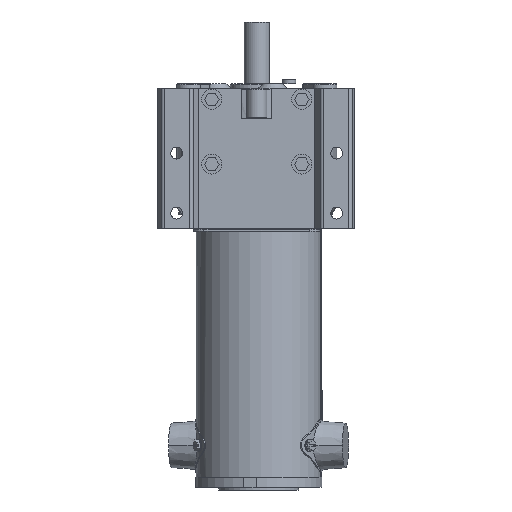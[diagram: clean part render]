
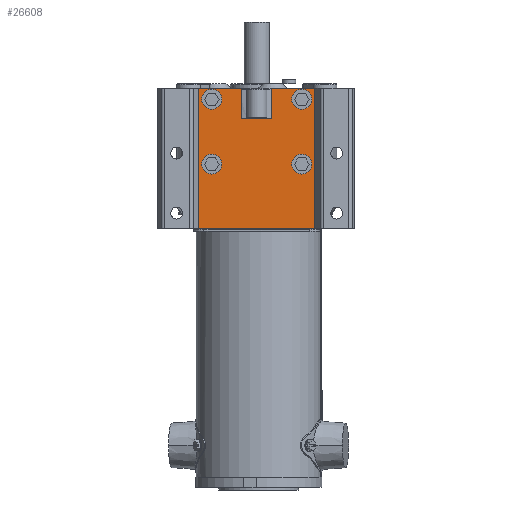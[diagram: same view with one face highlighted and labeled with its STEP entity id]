
A CAD part, front view. The second image highlights one B-rep face of the part: STEP entity #26608.
In plain terms, the highlighted planar face has unit normal (0, -1, 0).
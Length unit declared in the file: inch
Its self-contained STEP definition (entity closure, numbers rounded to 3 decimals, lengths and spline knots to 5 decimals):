
#252 = VERTEX_POINT ( 'NONE', #6975 ) ;
#553 = CARTESIAN_POINT ( 'NONE',  ( 0.875, -2.44, -0.16 ) ) ;
#595 = CARTESIAN_POINT ( 'NONE',  ( -0.375, -2.44, 0.987 ) ) ;
#1173 = CARTESIAN_POINT ( 'NONE',  ( 1.45, -2.44, 0. ) ) ;
#1396 = CARTESIAN_POINT ( 'NONE',  ( 0., -2.44, 0. ) ) ;
#1767 = CIRCLE ( 'NONE', #26390, 0.25 ) ;
#2252 = CIRCLE ( 'NONE', #5575, 0.25 ) ;
#2653 = ORIENTED_EDGE ( 'NONE', *, *, #31110, .F. ) ;
#2765 = EDGE_CURVE ( 'NONE', #11376, #21182, #8385, .T. ) ;
#2771 = CARTESIAN_POINT ( 'NONE',  ( 0.875, -2.44, 1.46 ) ) ;
#2776 = CARTESIAN_POINT ( 'NONE',  ( 1.375, -2.44, 1.46 ) ) ;
#3145 = DIRECTION ( 'NONE',  ( 0., -1., 0. ) ) ;
#3267 = AXIS2_PLACEMENT_3D ( 'NONE', #30683, #12077, #33811 ) ;
#4253 = EDGE_CURVE ( 'NONE', #252, #20400, #5884, .T. ) ;
#4376 = ORIENTED_EDGE ( 'NONE', *, *, #38389, .F. ) ;
#4707 = ORIENTED_EDGE ( 'NONE', *, *, #20029, .F. ) ;
#4805 = VERTEX_POINT ( 'NONE', #2776 ) ;
#4891 = ORIENTED_EDGE ( 'NONE', *, *, #13809, .F. ) ;
#4986 = VERTEX_POINT ( 'NONE', #595 ) ;
#5575 = AXIS2_PLACEMENT_3D ( 'NONE', #17276, #38963, #20396 ) ;
#5884 = LINE ( 'NONE', #31741, #22406 ) ;
#6619 = VECTOR ( 'NONE', #32914, 39.37008 ) ;
#6975 = CARTESIAN_POINT ( 'NONE',  ( 0.375, -2.44, 0.987 ) ) ;
#7235 = EDGE_CURVE ( 'NONE', #16089, #30991, #2252, .T. ) ;
#7457 = ORIENTED_EDGE ( 'NONE', *, *, #39981, .T. ) ;
#7638 = VERTEX_POINT ( 'NONE', #19274 ) ;
#7683 = CARTESIAN_POINT ( 'NONE',  ( 1.125, -2.44, 1.46 ) ) ;
#7854 = CARTESIAN_POINT ( 'NONE',  ( 0., -2.44, 0.987 ) ) ;
#7879 = VERTEX_POINT ( 'NONE', #2771 ) ;
#8316 = FACE_OUTER_BOUND ( 'NONE', #29746, .T. ) ;
#8385 = LINE ( 'NONE', #38755, #32181 ) ;
#9236 = EDGE_CURVE ( 'NONE', #12023, #17074, #14982, .T. ) ;
#9286 = DIRECTION ( 'NONE',  ( 0., -1., 0. ) ) ;
#9588 = ORIENTED_EDGE ( 'NONE', *, *, #7235, .F. ) ;
#10250 = FACE_BOUND ( 'NONE', #16136, .T. ) ;
#10257 = CARTESIAN_POINT ( 'NONE',  ( 0., -2.44, 1.737 ) ) ;
#10301 = CARTESIAN_POINT ( 'NONE',  ( -1.125, -2.44, -0.16 ) ) ;
#10328 = EDGE_LOOP ( 'NONE', ( #23470, #14623 ) ) ;
#10531 = DIRECTION ( 'NONE',  ( -1., 0., 0. ) ) ;
#10799 = DIRECTION ( 'NONE',  ( 1., 0., 0. ) ) ;
#10864 = CARTESIAN_POINT ( 'NONE',  ( -1.375, -2.44, -0.16 ) ) ;
#10983 = DIRECTION ( 'NONE',  ( -1., 0., 0. ) ) ;
#11273 = DIRECTION ( 'NONE',  ( 0., -1., 0. ) ) ;
#11376 = VERTEX_POINT ( 'NONE', #16841 ) ;
#11556 = CARTESIAN_POINT ( 'NONE',  ( -1.375, -2.44, 1.46 ) ) ;
#12023 = VERTEX_POINT ( 'NONE', #17450 ) ;
#12077 = DIRECTION ( 'NONE',  ( 0., -1., 0. ) ) ;
#12478 = EDGE_CURVE ( 'NONE', #7638, #12779, #37767, .T. ) ;
#12779 = VERTEX_POINT ( 'NONE', #15065 ) ;
#12919 = CIRCLE ( 'NONE', #23896, 0.25 ) ;
#13145 = DIRECTION ( 'NONE',  ( 0., 0., 1. ) ) ;
#13449 = CIRCLE ( 'NONE', #40129, 0.25 ) ;
#13450 = DIRECTION ( 'NONE',  ( 1., 0., 0. ) ) ;
#13809 = EDGE_CURVE ( 'NONE', #17074, #12023, #1767, .T. ) ;
#13835 = DIRECTION ( 'NONE',  ( 1., 0., 0. ) ) ;
#14116 = VERTEX_POINT ( 'NONE', #14748 ) ;
#14444 = DIRECTION ( 'NONE',  ( 0., -1., 0. ) ) ;
#14602 = LINE ( 'NONE', #30002, #22869 ) ;
#14623 = ORIENTED_EDGE ( 'NONE', *, *, #22438, .F. ) ;
#14748 = CARTESIAN_POINT ( 'NONE',  ( -0.375, -2.44, 1.737 ) ) ;
#14770 = AXIS2_PLACEMENT_3D ( 'NONE', #29867, #11273, #32976 ) ;
#14982 = CIRCLE ( 'NONE', #14770, 0.25 ) ;
#15065 = CARTESIAN_POINT ( 'NONE',  ( 1.45, -2.44, 1.737 ) ) ;
#15231 = ORIENTED_EDGE ( 'NONE', *, *, #2765, .F. ) ;
#16089 = VERTEX_POINT ( 'NONE', #11556 ) ;
#16136 = EDGE_LOOP ( 'NONE', ( #4891, #18530 ) ) ;
#16346 = VERTEX_POINT ( 'NONE', #553 ) ;
#16568 = FACE_BOUND ( 'NONE', #10328, .T. ) ;
#16841 = CARTESIAN_POINT ( 'NONE',  ( -1.45, -2.44, -1.763 ) ) ;
#17074 = VERTEX_POINT ( 'NONE', #10864 ) ;
#17276 = CARTESIAN_POINT ( 'NONE',  ( -1.125, -2.44, 1.46 ) ) ;
#17450 = CARTESIAN_POINT ( 'NONE',  ( -0.875, -2.44, -0.16 ) ) ;
#18305 = ORIENTED_EDGE ( 'NONE', *, *, #35581, .T. ) ;
#18434 = ORIENTED_EDGE ( 'NONE', *, *, #34967, .T. ) ;
#18530 = ORIENTED_EDGE ( 'NONE', *, *, #9236, .F. ) ;
#18899 = CARTESIAN_POINT ( 'NONE',  ( 0.375, -2.44, 1.737 ) ) ;
#19100 = VERTEX_POINT ( 'NONE', #23914 ) ;
#19155 = AXIS2_PLACEMENT_3D ( 'NONE', #1396, #32441, #13835 ) ;
#19274 = CARTESIAN_POINT ( 'NONE',  ( 1.45, -2.44, -1.763 ) ) ;
#20029 = EDGE_CURVE ( 'NONE', #4805, #7879, #13449, .T. ) ;
#20396 = DIRECTION ( 'NONE',  ( 1., 0., 0. ) ) ;
#20400 = VERTEX_POINT ( 'NONE', #18899 ) ;
#20556 = ORIENTED_EDGE ( 'NONE', *, *, #4253, .F. ) ;
#21182 = VERTEX_POINT ( 'NONE', #32669 ) ;
#21637 = VECTOR ( 'NONE', #10531, 39.37008 ) ;
#21729 = CARTESIAN_POINT ( 'NONE',  ( 1.125, -2.44, -0.16 ) ) ;
#22150 = LINE ( 'NONE', #23550, #6619 ) ;
#22322 = EDGE_LOOP ( 'NONE', ( #29540, #4707 ) ) ;
#22406 = VECTOR ( 'NONE', #13145, 39.37008 ) ;
#22438 = EDGE_CURVE ( 'NONE', #19100, #16346, #34534, .T. ) ;
#22869 = VECTOR ( 'NONE', #33112, 39.37008 ) ;
#23369 = AXIS2_PLACEMENT_3D ( 'NONE', #21729, #3145, #24826 ) ;
#23470 = ORIENTED_EDGE ( 'NONE', *, *, #40010, .F. ) ;
#23550 = CARTESIAN_POINT ( 'NONE',  ( -0.375, -2.44, 0. ) ) ;
#23896 = AXIS2_PLACEMENT_3D ( 'NONE', #33052, #14444, #36150 ) ;
#23914 = CARTESIAN_POINT ( 'NONE',  ( 1.375, -2.44, -0.16 ) ) ;
#24826 = DIRECTION ( 'NONE',  ( 1., 0., 0. ) ) ;
#24829 = FACE_BOUND ( 'NONE', #22322, .T. ) ;
#24975 = EDGE_CURVE ( 'NONE', #7879, #4805, #32487, .T. ) ;
#25616 = LINE ( 'NONE', #7854, #30939 ) ;
#25760 = DIRECTION ( 'NONE',  ( -1., 0., 0. ) ) ;
#26322 = ORIENTED_EDGE ( 'NONE', *, *, #12478, .T. ) ;
#26390 = AXIS2_PLACEMENT_3D ( 'NONE', #10301, #32043, #13450 ) ;
#26608 = ADVANCED_FACE ( 'NONE', ( #10250, #33095, #16568, #24829, #8316 ), #29293, .T. ) ;
#27903 = CARTESIAN_POINT ( 'NONE',  ( -1.125, -2.44, 1.46 ) ) ;
#28546 = EDGE_CURVE ( 'NONE', #12779, #20400, #39152, .T. ) ;
#28592 = AXIS2_PLACEMENT_3D ( 'NONE', #27903, #9286, #31025 ) ;
#29089 = DIRECTION ( 'NONE',  ( 0., 0., 1. ) ) ;
#29293 = PLANE ( 'NONE',  #19155 ) ;
#29386 = DIRECTION ( 'NONE',  ( 0., -1., 0. ) ) ;
#29532 = VECTOR ( 'NONE', #29089, 39.37008 ) ;
#29540 = ORIENTED_EDGE ( 'NONE', *, *, #24975, .F. ) ;
#29746 = EDGE_LOOP ( 'NONE', ( #20556, #18434, #7457, #18305, #15231, #4376, #26322, #33852 ) ) ;
#29867 = CARTESIAN_POINT ( 'NONE',  ( -1.125, -2.44, -0.16 ) ) ;
#29898 = LINE ( 'NONE', #32255, #21637 ) ;
#29961 = VECTOR ( 'NONE', #25760, 39.37008 ) ;
#30002 = CARTESIAN_POINT ( 'NONE',  ( 0., -2.44, -1.763 ) ) ;
#30008 = CIRCLE ( 'NONE', #28592, 0.25 ) ;
#30683 = CARTESIAN_POINT ( 'NONE',  ( 1.125, -2.44, 1.46 ) ) ;
#30939 = VECTOR ( 'NONE', #10983, 39.37008 ) ;
#30991 = VERTEX_POINT ( 'NONE', #33616 ) ;
#31025 = DIRECTION ( 'NONE',  ( 1., 0., 0. ) ) ;
#31110 = EDGE_CURVE ( 'NONE', #30991, #16089, #30008, .T. ) ;
#31741 = CARTESIAN_POINT ( 'NONE',  ( 0.375, -2.44, 0. ) ) ;
#32043 = DIRECTION ( 'NONE',  ( 0., -1., 0. ) ) ;
#32166 = DIRECTION ( 'NONE',  ( 0., 0., 1. ) ) ;
#32181 = VECTOR ( 'NONE', #32166, 39.37008 ) ;
#32255 = CARTESIAN_POINT ( 'NONE',  ( 0., -2.44, 1.737 ) ) ;
#32441 = DIRECTION ( 'NONE',  ( 0., -1., 0. ) ) ;
#32487 = CIRCLE ( 'NONE', #3267, 0.25 ) ;
#32669 = CARTESIAN_POINT ( 'NONE',  ( -1.45, -2.44, 1.737 ) ) ;
#32914 = DIRECTION ( 'NONE',  ( 0., 0., 1. ) ) ;
#32976 = DIRECTION ( 'NONE',  ( 1., 0., 0. ) ) ;
#33052 = CARTESIAN_POINT ( 'NONE',  ( 1.125, -2.44, -0.16 ) ) ;
#33095 = FACE_BOUND ( 'NONE', #38125, .T. ) ;
#33112 = DIRECTION ( 'NONE',  ( -1., 0., 0. ) ) ;
#33616 = CARTESIAN_POINT ( 'NONE',  ( -0.875, -2.44, 1.46 ) ) ;
#33811 = DIRECTION ( 'NONE',  ( 1., 0., 0. ) ) ;
#33852 = ORIENTED_EDGE ( 'NONE', *, *, #28546, .T. ) ;
#34534 = CIRCLE ( 'NONE', #23369, 0.25 ) ;
#34967 = EDGE_CURVE ( 'NONE', #252, #4986, #25616, .T. ) ;
#35581 = EDGE_CURVE ( 'NONE', #14116, #21182, #29898, .T. ) ;
#36150 = DIRECTION ( 'NONE',  ( 1., 0., 0. ) ) ;
#37767 = LINE ( 'NONE', #1173, #29532 ) ;
#38125 = EDGE_LOOP ( 'NONE', ( #9588, #2653 ) ) ;
#38389 = EDGE_CURVE ( 'NONE', #7638, #11376, #14602, .T. ) ;
#38755 = CARTESIAN_POINT ( 'NONE',  ( -1.45, -2.44, 0. ) ) ;
#38963 = DIRECTION ( 'NONE',  ( 0., -1., 0. ) ) ;
#39152 = LINE ( 'NONE', #10257, #29961 ) ;
#39981 = EDGE_CURVE ( 'NONE', #4986, #14116, #22150, .T. ) ;
#40010 = EDGE_CURVE ( 'NONE', #16346, #19100, #12919, .T. ) ;
#40129 = AXIS2_PLACEMENT_3D ( 'NONE', #7683, #29386, #10799 ) ;
